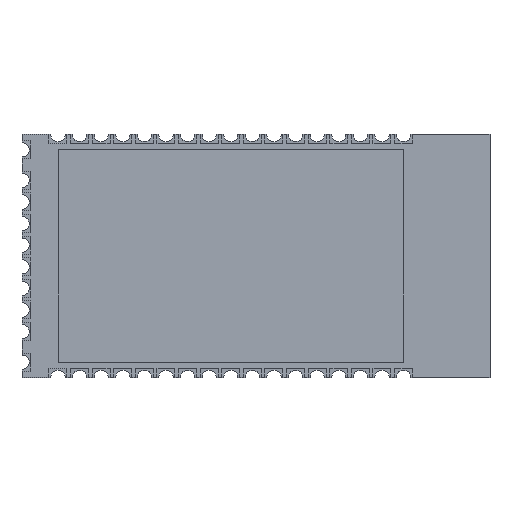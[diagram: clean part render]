
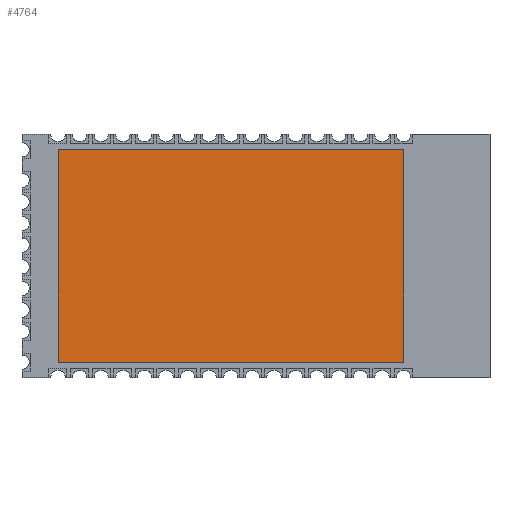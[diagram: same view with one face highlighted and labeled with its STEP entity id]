
A CAD part, top view. The second image highlights one B-rep face of the part: STEP entity #4764.
In plain terms, the highlighted planar face has unit normal (0, 0, 1).
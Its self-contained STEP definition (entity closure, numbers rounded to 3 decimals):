
#490 = VERTEX_POINT ( 'NONE', #7378 ) ;
#500 = VECTOR ( 'NONE', #10898, 1000. ) ;
#938 = EDGE_CURVE ( 'NONE', #7811, #490, #3745, .T. ) ;
#1562 = DIRECTION ( 'NONE',  ( 0., 0., -1. ) ) ;
#1735 = ORIENTED_EDGE ( 'NONE', *, *, #6981, .T. ) ;
#3663 = AXIS2_PLACEMENT_3D ( 'NONE', #6864, #1562, #8937 ) ;
#3745 = LINE ( 'NONE', #10665, #9006 ) ;
#4167 = DIRECTION ( 'NONE',  ( 1., 0., 0. ) ) ;
#4764 = ADVANCED_FACE ( 'NONE', ( #10206 ), #7871, .F. ) ;
#6179 = VECTOR ( 'NONE', #10255, 1000. ) ;
#6460 = EDGE_CURVE ( 'NONE', #13390, #7811, #11743, .T. ) ;
#6502 = DIRECTION ( 'NONE',  ( 0., -1., 0. ) ) ;
#6864 = CARTESIAN_POINT ( 'NONE',  ( 0., 0., 2.7 ) ) ;
#6981 = EDGE_CURVE ( 'NONE', #12834, #13390, #8917, .T. ) ;
#7152 = VECTOR ( 'NONE', #4167, 1000. ) ;
#7309 = EDGE_LOOP ( 'NONE', ( #13514, #8896, #1735, #13535 ) ) ;
#7378 = CARTESIAN_POINT ( 'NONE',  ( 2., 0.85, 2.7 ) ) ;
#7811 = VERTEX_POINT ( 'NONE', #10486 ) ;
#7871 = PLANE ( 'NONE',  #3663 ) ;
#7993 = CARTESIAN_POINT ( 'NONE',  ( 21.2, 0.85, 2.7 ) ) ;
#8543 = EDGE_CURVE ( 'NONE', #490, #12834, #13049, .T. ) ;
#8896 = ORIENTED_EDGE ( 'NONE', *, *, #8543, .T. ) ;
#8917 = LINE ( 'NONE', #7993, #500 ) ;
#8937 = DIRECTION ( 'NONE',  ( -1., 0., 0. ) ) ;
#9006 = VECTOR ( 'NONE', #6502, 1000. ) ;
#9193 = CARTESIAN_POINT ( 'NONE',  ( 2., 12.65, 2.7 ) ) ;
#10206 = FACE_OUTER_BOUND ( 'NONE', #7309, .T. ) ;
#10255 = DIRECTION ( 'NONE',  ( -1., 0., 0. ) ) ;
#10486 = CARTESIAN_POINT ( 'NONE',  ( 2., 12.65, 2.7 ) ) ;
#10665 = CARTESIAN_POINT ( 'NONE',  ( 2., 0.85, 2.7 ) ) ;
#10898 = DIRECTION ( 'NONE',  ( 0., 1., 0. ) ) ;
#11743 = LINE ( 'NONE', #9193, #6179 ) ;
#12017 = CARTESIAN_POINT ( 'NONE',  ( 21.2, 12.65, 2.7 ) ) ;
#12264 = CARTESIAN_POINT ( 'NONE',  ( 21.2, 0.85, 2.7 ) ) ;
#12834 = VERTEX_POINT ( 'NONE', #12264 ) ;
#13049 = LINE ( 'NONE', #13645, #7152 ) ;
#13390 = VERTEX_POINT ( 'NONE', #12017 ) ;
#13514 = ORIENTED_EDGE ( 'NONE', *, *, #938, .T. ) ;
#13535 = ORIENTED_EDGE ( 'NONE', *, *, #6460, .T. ) ;
#13645 = CARTESIAN_POINT ( 'NONE',  ( 2., 0.85, 2.7 ) ) ;
